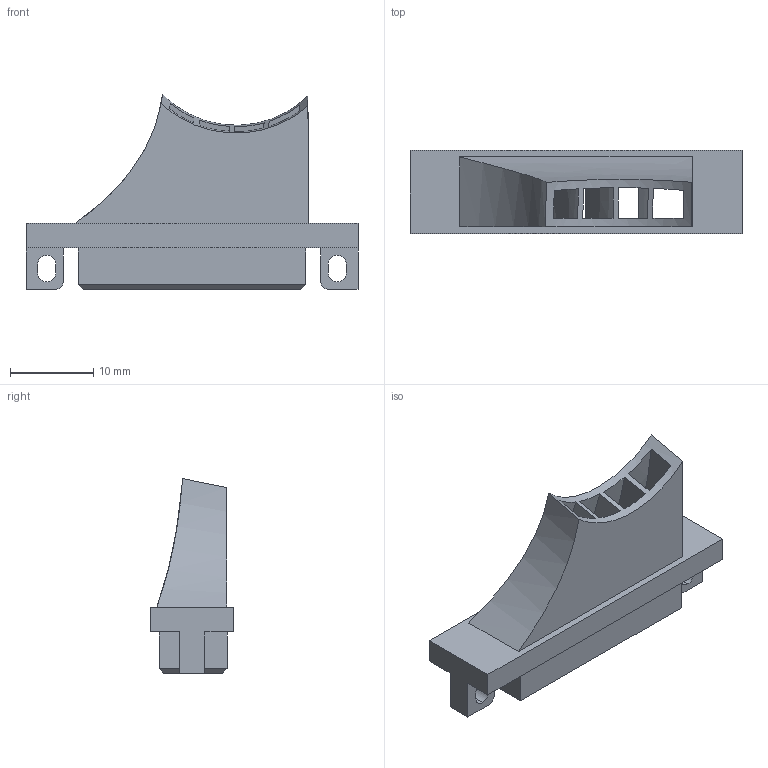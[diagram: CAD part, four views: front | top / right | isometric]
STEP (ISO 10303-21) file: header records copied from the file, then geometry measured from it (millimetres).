
FILE_DESCRIPTION(('FreeCAD Model'),'2;1');
FILE_NAME('08_DualX_FanDuct_Right.step','2019-07-15T14:32:41',(''),(''), 'Open CASCADE STEP processor 7.2','FreeCAD','Unknown');
FILE_SCHEMA(('AUTOMOTIVE_DESIGN { 1 0 10303 214 1 1 1 1 }'));
Length unit declared in the file: millimetre
Products named in the file (1): DualX_FanDuct_Right
Bounding box: 40 x 10 x 23.48 mm (x, y, z)
Volume: 2034 mm3; surface area: 3831.2 mm2
Topology: 1 solids, 1 shells, 104 faces, 288 edges, 185 vertices
Faces by surface type: plane 61, cylinder 22, bspline 14, extrusion 6, cone 1
Entity records: 8391 total; most frequent: CARTESIAN_POINT 3222, DIRECTION 750, ORIENTED_EDGE 582, PCURVE 576, DEFINITIONAL_REPRESENTATION 576, VECTOR 478, LINE 472, B_SPLINE_CURVE_WITH_KNOTS 310
